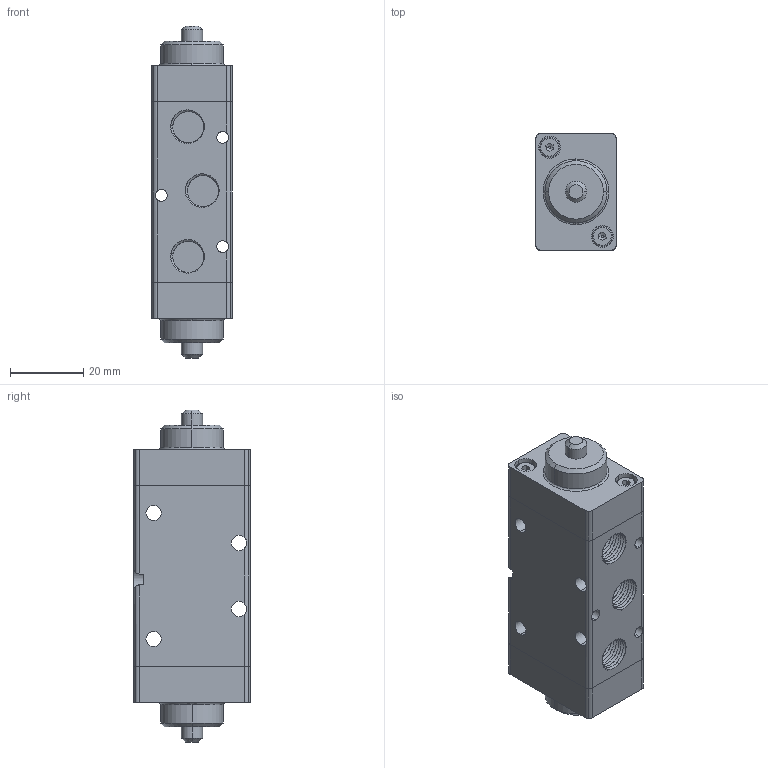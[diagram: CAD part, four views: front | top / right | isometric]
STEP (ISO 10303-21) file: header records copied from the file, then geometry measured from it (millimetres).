
FILE_DESCRIPTION((''),'2;1');
FILE_NAME('00_036_4.stp','2002-12-02T22:03:18',('Branislav Petkovic'),('AZ Pneumatica'),'AutoCAD STEP 2000i','AutoCAD 2000i','Via J. F. Kennedy, 26, 20020 Misinto (MI), ITALY');
FILE_SCHEMA(('CONFIG_CONTROL_DESIGN'));
Length unit declared in the file: millimetre
Products named in the file (5): 00_036_4; 521 TELO; PART1; X21 MEHANICKI; PART2
Assembly tree (5 placements, depth 3):
  00_036_4
    521 TELO
      PART1
    X21 MEHANICKI  x2
      PART2
Bounding box: 22 x 32 x 90.9 mm (x, y, z)
Surface area: 16605.1 mm2 (no closed solid volume)
Topology: 0 solids, 3 shells, 281 faces, 792 edges, 527 vertices
Faces by surface type: cylinder 177, plane 66, bspline 22, cone 16
Entity records: 21958 total; most frequent: CARTESIAN_POINT 16364, ORIENTED_EDGE 1286, DIRECTION 954, EDGE_CURVE 643, VERTEX_POINT 428, AXIS2_PLACEMENT_3D 363, B_SPLINE_CURVE_WITH_KNOTS 247, EDGE_LOOP 241
